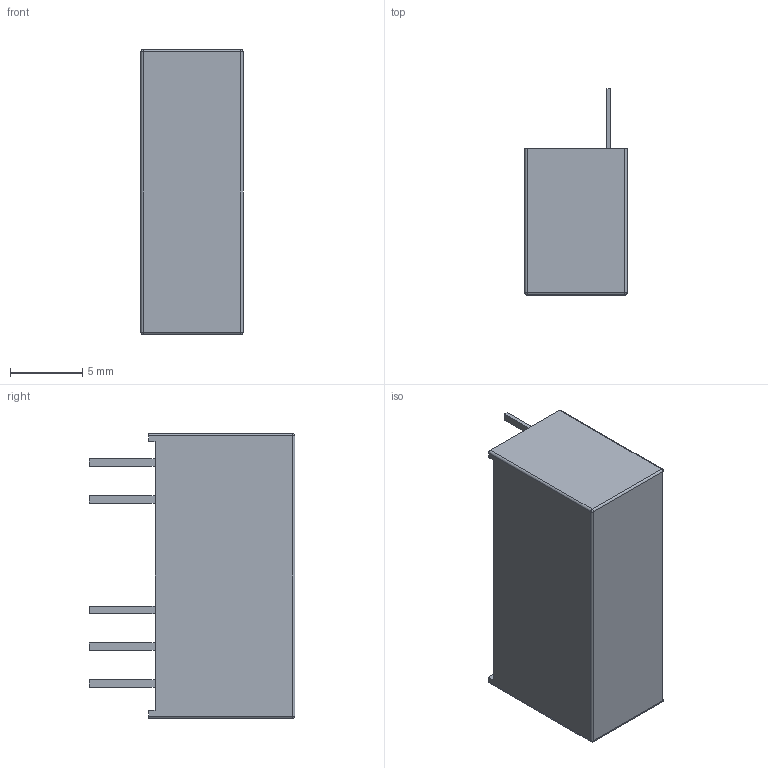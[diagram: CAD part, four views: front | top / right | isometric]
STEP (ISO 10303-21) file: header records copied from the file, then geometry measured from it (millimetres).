
FILE_DESCRIPTION((''),'2;1');
FILE_NAME('RP-xxxxD.stp','2014-04-18T08:57:18',('ching'),(''),'Autodesk Inventor 2013','Autodesk Inventor 2013','');
FILE_SCHEMA(('AUTOMOTIVE_DESIGN { 1 0 10303 214 1 1 1 1 }'));
Length unit declared in the file: millimetre
Products named in the file (1): MSEN-0512D(C2-030_case)
Bounding box: 7.05 x 14.2 x 19.65 mm (x, y, z)
Volume: 414.1 mm3; surface area: 1529.9 mm2
Topology: 7 solids, 7 shells, 78 faces, 180 edges, 116 vertices
Faces by surface type: plane 66, cylinder 8, sphere 4
Entity records: 2217 total; most frequent: CARTESIAN_POINT 375, ORIENTED_EDGE 360, DIRECTION 354, EDGE_CURVE 180, VECTOR 164, LINE 164, VERTEX_POINT 116, AXIS2_PLACEMENT_3D 95
